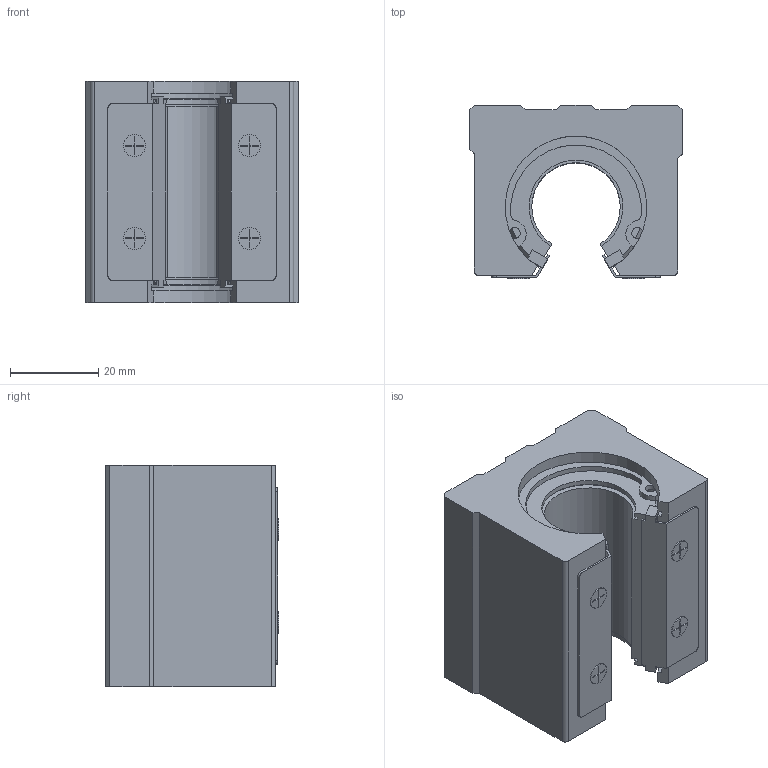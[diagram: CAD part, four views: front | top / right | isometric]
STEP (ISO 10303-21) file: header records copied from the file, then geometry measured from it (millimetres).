
FILE_DESCRIPTION(/* description */ ('STEP AP203'),/* implementation_level */ '2;1');
FILE_NAME(/* name */ 'SBR20UU',/* time_stamp */ '2022-08-20T03:52:35+02:00',/* author */ ('License CC BY-ND 4.0'),/* organization */ ('CADENAS'),/* preprocessor_version */ 'ST-DEVELOPER v18.102',/* originating_system */ 'PARTsolutions',/* authorisation */ ' ');
FILE_SCHEMA (('CONFIG_CONTROL_DESIGN'));
Length unit declared in the file: millimetre
Products named in the file (5): SBR20UU; SBR20UU1; LM20-OP; Retaining ring GB 893.1-86 32; SBR20UUdummy
Assembly tree (6 placements, depth 2):
  SBR20UU
    SBR20UU1  x2
    LM20-OP
    Retaining ring GB 893.1-86 32  x2
    SBR20UUdummy
Bounding box: 48 x 39.2 x 50 mm (x, y, z)
Volume: 64626.5 mm3; surface area: 26022.4 mm2
Topology: 6 solids, 6 shells, 198 faces, 520 edges, 346 vertices
Faces by surface type: plane 147, cylinder 45, cone 6
Full cylindrical faces by diameter (mm): 2.5 x4, 4.917 x4, 5 x4
Entity records: 4189 total; most frequent: CARTESIAN_POINT 723, DIRECTION 688, ORIENTED_EDGE 676, EDGE_CURVE 338, LINE 262, VECTOR 262, VERTEX_POINT 232, AXIS2_PLACEMENT_3D 213
